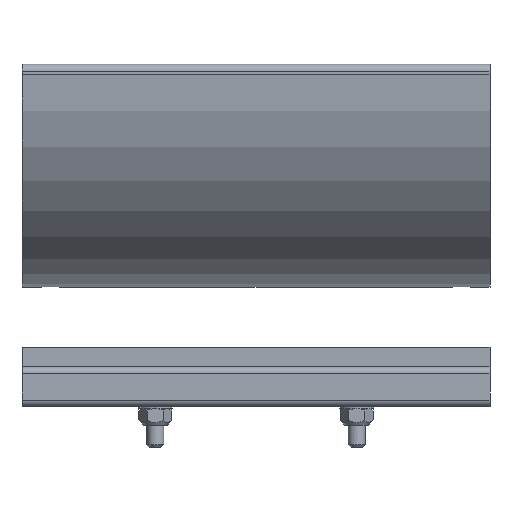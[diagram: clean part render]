
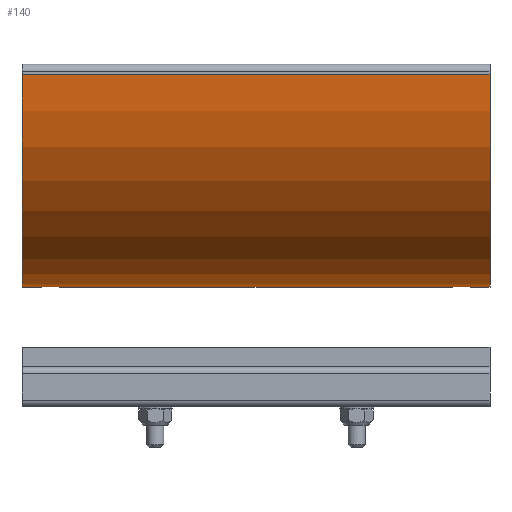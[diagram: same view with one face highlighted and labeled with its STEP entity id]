
A CAD part, left-side view. The second image highlights one B-rep face of the part: STEP entity #140.
In plain terms, the highlighted cylindrical face has radius 75 mm (diameter 150 mm), a partial arc.
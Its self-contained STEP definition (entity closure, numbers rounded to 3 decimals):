
#140=ADVANCED_FACE('',(#2878),#2880,.T.);
#2878=FACE_BOUND('',#2879,.T.);
#2879=EDGE_LOOP('',(#5084,#5085,#5086,#5087,#5088,#5089,#5090,#5091));
#2880=CYLINDRICAL_SURFACE('',#2881,75.);
#2881=AXIS2_PLACEMENT_3D('',#2882,#2883,#2884);
#2882=CARTESIAN_POINT('',(-10.383,-84.264,93.147));
#2883=DIRECTION('',(-0.,1.,-0.));
#2884=DIRECTION('',(0.,0.,-1.));
#5084=ORIENTED_EDGE('',*,*,#6582,.F.);
#5085=ORIENTED_EDGE('',*,*,#6560,.F.);
#5086=ORIENTED_EDGE('',*,*,#6583,.T.);
#5087=ORIENTED_EDGE('',*,*,#6569,.T.);
#5088=ORIENTED_EDGE('',*,*,#6584,.T.);
#5089=ORIENTED_EDGE('',*,*,#6572,.T.);
#5090=ORIENTED_EDGE('',*,*,#6585,.T.);
#5091=ORIENTED_EDGE('',*,*,#6575,.F.);
#6560=EDGE_CURVE('',#7322,#7323,#7324,.T.);
#6569=EDGE_CURVE('',#7336,#7334,#7337,.T.);
#6572=EDGE_CURVE('',#7341,#7339,#7342,.T.);
#6575=EDGE_CURVE('',#7344,#7346,#7347,.T.);
#6582=EDGE_CURVE('',#7323,#7344,#7357,.T.);
#6583=EDGE_CURVE('',#7322,#7336,#7358,.T.);
#6584=EDGE_CURVE('',#7334,#7341,#7359,.T.);
#6585=EDGE_CURVE('',#7339,#7346,#7360,.T.);
#7322=VERTEX_POINT('',#8624);
#7323=VERTEX_POINT('',#8625);
#7324=CIRCLE('',#8626,75.);
#7334=VERTEX_POINT('',#8707);
#7336=VERTEX_POINT('',#8711);
#7337=B_SPLINE_CURVE_WITH_KNOTS('',3,
(#8712,#8713,#8714,#8715,#8716,#8717,#8718,#8719,#8720,#8721,#8722,#8723,#8724,#8725,
#8726,#8727,#8728,#8729,#8730,#8731,#8732,#8733,#8734,#8735,#8736,#8737,#8738,#8739,
#8740),
.UNSPECIFIED.,.F.,.F.,
(4,1,1,1,1,1,1,1,1,1,1,1,1,1,1,1,1,1,1,1,1,1,1,1,1,1,4),
(0.,0.048,0.09,0.128,0.166,0.206,
0.245,0.284,0.323,0.362,0.402,
0.441,0.48,0.519,0.558,0.597,
0.636,0.675,0.715,0.754,0.793,
0.832,0.872,0.911,0.949,0.979,
1.),
.UNSPECIFIED.);
#7339=VERTEX_POINT('',#8744);
#7341=VERTEX_POINT('',#8748);
#7342=B_SPLINE_CURVE_WITH_KNOTS('',3,
(#8749,#8750,#8751,#8752,#8753,#8754,#8755,#8756,#8757,#8758,#8759,#8760,#8761,#8762,
#8763,#8764,#8765,#8766,#8767,#8768,#8769,#8770,#8771,#8772,#8773,#8774,#8775,#8776,
#8777),
.UNSPECIFIED.,.F.,.F.,
(4,1,1,1,1,1,1,1,1,1,1,1,1,1,1,1,1,1,1,1,1,1,1,1,1,1,4),
(0.,0.048,0.09,0.128,0.166,0.206,
0.245,0.284,0.323,0.362,0.402,
0.441,0.48,0.519,0.558,0.597,
0.636,0.675,0.715,0.754,0.793,
0.832,0.872,0.911,0.949,0.979,
1.),
.UNSPECIFIED.);
#7344=VERTEX_POINT('',#8781);
#7346=VERTEX_POINT('',#8785);
#7347=CIRCLE('',#8786,75.);
#7357=LINE('',#8811,#8812);
#7358=LINE('',#8814,#8815);
#7359=LINE('',#8817,#8818);
#7360=LINE('',#8820,#8821);
#8624=CARTESIAN_POINT('',(-10.383,74.736,18.147));
#8625=CARTESIAN_POINT('',(-85.383,74.736,93.147));
#8626=AXIS2_PLACEMENT_3D('',#8627,#8628,#8629);
#8627=CARTESIAN_POINT('',(-10.383,74.736,93.147));
#8628=DIRECTION('',(0.,1.,0.));
#8629=DIRECTION('',(0.,0.,-1.));
#8707=CARTESIAN_POINT('',(-10.383,60.736,18.147));
#8711=CARTESIAN_POINT('',(-10.383,68.736,18.147));
#8712=CARTESIAN_POINT('',(-10.383,68.736,18.147));
#8713=CARTESIAN_POINT('',(-10.587,68.736,18.147));
#8714=CARTESIAN_POINT('',(-10.969,68.708,18.148));
#8715=CARTESIAN_POINT('',(-11.498,68.592,18.154));
#8716=CARTESIAN_POINT('',(-11.97,68.427,18.163));
#8717=CARTESIAN_POINT('',(-12.409,68.211,18.174));
#8718=CARTESIAN_POINT('',(-12.824,67.94,18.186));
#8719=CARTESIAN_POINT('',(-13.205,67.618,18.199));
#8720=CARTESIAN_POINT('',(-13.542,67.253,18.213));
#8721=CARTESIAN_POINT('',(-13.831,66.851,18.226));
#8722=CARTESIAN_POINT('',(-14.067,66.416,18.237));
#8723=CARTESIAN_POINT('',(-14.248,65.956,18.246));
#8724=CARTESIAN_POINT('',(-14.37,65.479,18.253));
#8725=CARTESIAN_POINT('',(-14.432,64.99,18.256));
#8726=CARTESIAN_POINT('',(-14.433,64.498,18.256));
#8727=CARTESIAN_POINT('',(-14.373,64.009,18.253));
#8728=CARTESIAN_POINT('',(-14.252,63.531,18.246));
#8729=CARTESIAN_POINT('',(-14.074,63.071,18.237));
#8730=CARTESIAN_POINT('',(-13.839,62.636,18.226));
#8731=CARTESIAN_POINT('',(-13.552,62.232,18.213));
#8732=CARTESIAN_POINT('',(-13.217,61.866,18.2));
#8733=CARTESIAN_POINT('',(-12.839,61.544,18.187));
#8734=CARTESIAN_POINT('',(-12.423,61.27,18.174));
#8735=CARTESIAN_POINT('',(-11.977,61.048,18.163));
#8736=CARTESIAN_POINT('',(-11.509,60.884,18.155));
#8737=CARTESIAN_POINT('',(-11.064,60.785,18.149));
#8738=CARTESIAN_POINT('',(-10.687,60.743,18.147));
#8739=CARTESIAN_POINT('',(-10.472,60.736,18.147));
#8740=CARTESIAN_POINT('',(-10.383,60.736,18.147));
#8744=CARTESIAN_POINT('',(-10.383,-84.264,18.147));
#8748=CARTESIAN_POINT('',(-10.383,-76.264,18.147));
#8749=CARTESIAN_POINT('',(-10.383,-76.264,18.147));
#8750=CARTESIAN_POINT('',(-10.587,-76.264,18.147));
#8751=CARTESIAN_POINT('',(-10.969,-76.292,18.148));
#8752=CARTESIAN_POINT('',(-11.498,-76.408,18.154));
#8753=CARTESIAN_POINT('',(-11.97,-76.573,18.163));
#8754=CARTESIAN_POINT('',(-12.409,-76.789,18.174));
#8755=CARTESIAN_POINT('',(-12.824,-77.06,18.186));
#8756=CARTESIAN_POINT('',(-13.205,-77.382,18.199));
#8757=CARTESIAN_POINT('',(-13.542,-77.747,18.213));
#8758=CARTESIAN_POINT('',(-13.831,-78.149,18.226));
#8759=CARTESIAN_POINT('',(-14.067,-78.584,18.237));
#8760=CARTESIAN_POINT('',(-14.248,-79.044,18.246));
#8761=CARTESIAN_POINT('',(-14.37,-79.521,18.253));
#8762=CARTESIAN_POINT('',(-14.432,-80.01,18.256));
#8763=CARTESIAN_POINT('',(-14.433,-80.502,18.256));
#8764=CARTESIAN_POINT('',(-14.373,-80.991,18.253));
#8765=CARTESIAN_POINT('',(-14.252,-81.469,18.246));
#8766=CARTESIAN_POINT('',(-14.074,-81.929,18.237));
#8767=CARTESIAN_POINT('',(-13.839,-82.364,18.226));
#8768=CARTESIAN_POINT('',(-13.552,-82.768,18.213));
#8769=CARTESIAN_POINT('',(-13.217,-83.134,18.2));
#8770=CARTESIAN_POINT('',(-12.839,-83.456,18.187));
#8771=CARTESIAN_POINT('',(-12.423,-83.73,18.174));
#8772=CARTESIAN_POINT('',(-11.977,-83.952,18.163));
#8773=CARTESIAN_POINT('',(-11.509,-84.116,18.155));
#8774=CARTESIAN_POINT('',(-11.064,-84.215,18.149));
#8775=CARTESIAN_POINT('',(-10.687,-84.257,18.147));
#8776=CARTESIAN_POINT('',(-10.472,-84.264,18.147));
#8777=CARTESIAN_POINT('',(-10.383,-84.264,18.147));
#8781=CARTESIAN_POINT('',(-85.383,-90.264,93.147));
#8785=CARTESIAN_POINT('',(-10.383,-90.264,18.147));
#8786=AXIS2_PLACEMENT_3D('',#8787,#8788,#8789);
#8787=CARTESIAN_POINT('',(-10.383,-90.264,93.147));
#8788=DIRECTION('',(-0.,-1.,-0.));
#8789=DIRECTION('',(-1.,0.,0.));
#8811=CARTESIAN_POINT('',(-85.383,74.736,93.147));
#8812=VECTOR('',#8813,1.);
#8813=DIRECTION('',(0.,-1.,0.));
#8814=CARTESIAN_POINT('',(-10.383,74.736,18.147));
#8815=VECTOR('',#8816,1.);
#8816=DIRECTION('',(0.,-1.,0.));
#8817=CARTESIAN_POINT('',(-10.383,60.736,18.147));
#8818=VECTOR('',#8819,1.);
#8819=DIRECTION('',(0.,-1.,0.));
#8820=CARTESIAN_POINT('',(-10.383,-84.264,18.147));
#8821=VECTOR('',#8822,1.);
#8822=DIRECTION('',(0.,-1.,0.));
